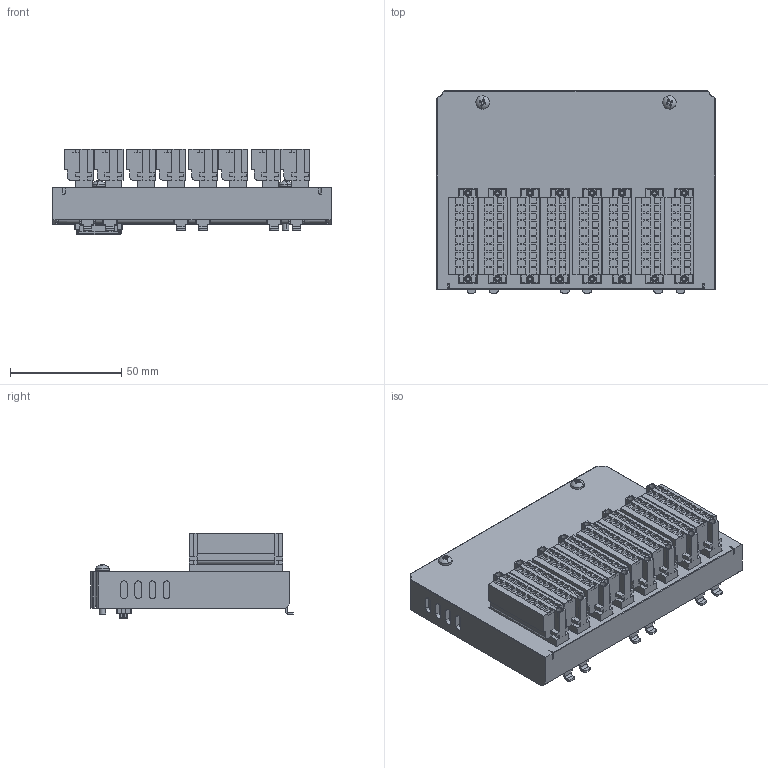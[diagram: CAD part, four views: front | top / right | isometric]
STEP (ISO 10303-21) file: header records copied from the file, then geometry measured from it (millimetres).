
FILE_DESCRIPTION (( 'STEP AP203' ), '1' );
FILE_NAME ('PLIO03.04 forcustomers.STEP', '2020-05-06T10:59:49', ( '' ), ( '' ), 'SwSTEP 2.0', 'SolidWorks 2020', '' );
FILE_SCHEMA (( 'CONFIG_CONTROL_DESIGN' ));
Length unit declared in the file: mil
Products named in the file (1): PLIO03.04 forcustomers
Bounding box: 125.2 x 90.92 x 38.35 mm (x, y, z)
Volume: 233397.7 mm3; surface area: 59732.2 mm2
Topology: 1 solids, 7 shells, 2527 faces, 6624 edges, 4358 vertices
Faces by surface type: plane 1797, cylinder 542, bspline 110, cone 36, torus 28, sphere 14
Entity records: 79996 total; most frequent: CARTESIAN_POINT 17283, ORIENTED_EDGE 13248, DIRECTION 12415, EDGE_CURVE 6624, LINE 5071, VECTOR 5071, VERTEX_POINT 4358, AXIS2_PLACEMENT_3D 3672
